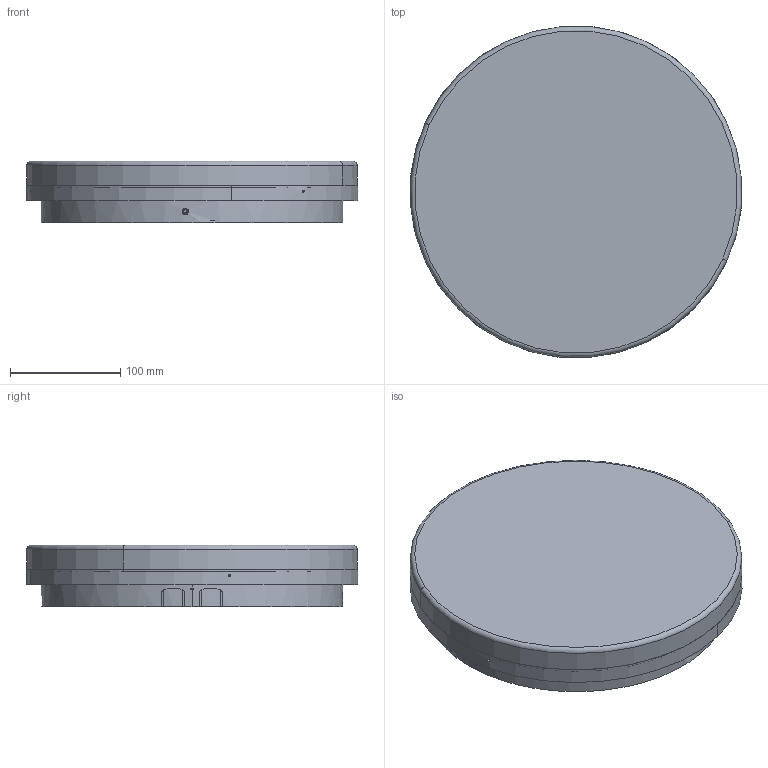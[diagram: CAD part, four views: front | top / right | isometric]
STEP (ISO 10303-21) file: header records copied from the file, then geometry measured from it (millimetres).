
FILE_DESCRIPTION (( 'STEP AP203' ), '1' );
FILE_NAME ('SF DISC 300 V.STEP', '2025-07-04T05:44:46', ( '' ), ( '' ), 'SwSTEP 2.0', 'SolidWorks 2016', '' );
FILE_SCHEMA (( 'CONFIG_CONTROL_DESIGN' ));
Length unit declared in the file: millimetre
Products named in the file (9): 粟銅嘐隅釱; 300嫖埭啣嘐隅釱; 销子硅胶圈; 苤粟銅; guijiaosai-1022-2; 粟銅裔啣; SF DISC 300 V; 300菁釱雛饜唳; 300腑欶都寞唳掛
Assembly tree (9 placements, depth 2):
  SF DISC 300 V
    苤粟銅
    300嫖埭啣嘐隅釱
    销子硅胶圈
    300菁釱雛饜唳
    粟銅裔啣
    guijiaosai-1022-2  x2
    300腑欶都寞唳掛
    粟銅嘐隅釱
Bounding box: 299.93 x 299.93 x 56 mm (x, y, z)
Volume: 618078.9 mm3; surface area: 582215.1 mm2
Topology: 9 solids, 9 shells, 1397 faces, 3598 edges, 2371 vertices
Faces by surface type: plane 791, cone 342, cylinder 180, torus 50, bspline 26, sphere 8
Entity records: 49703 total; most frequent: CARTESIAN_POINT 15616, ORIENTED_EDGE 6982, DIRECTION 6826, EDGE_CURVE 3491, AXIS2_PLACEMENT_3D 2518, VERTEX_POINT 2306, VECTOR 1790, LINE 1790
